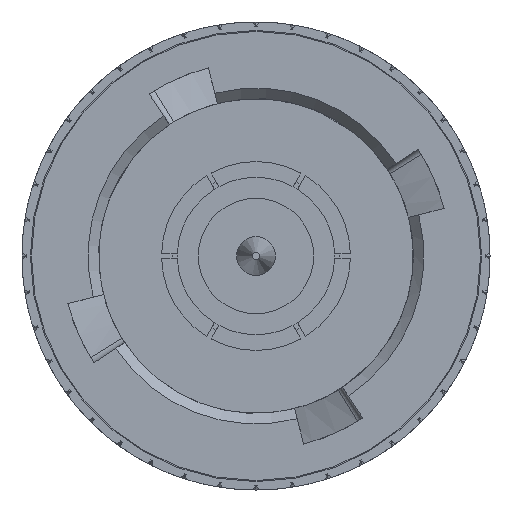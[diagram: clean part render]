
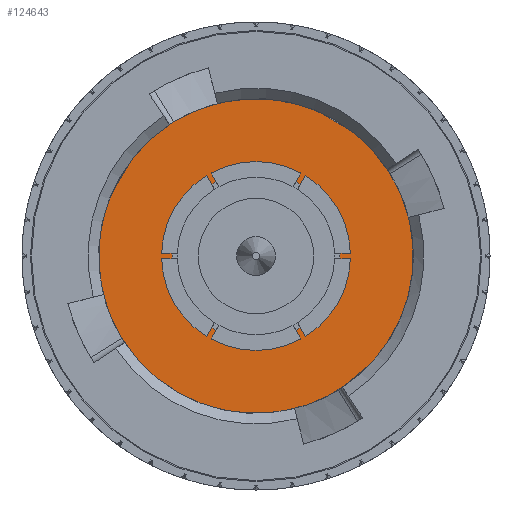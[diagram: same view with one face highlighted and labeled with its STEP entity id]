
A CAD part, left-side view. The second image highlights one B-rep face of the part: STEP entity #124643.
In plain terms, the highlighted planar face has unit normal (-1, 0, 0).
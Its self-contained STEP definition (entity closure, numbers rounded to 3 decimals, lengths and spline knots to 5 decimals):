
#8438 = FACE_OUTER_BOUND ( 'NONE', #151106, .T. ) ;
#9647 = CARTESIAN_POINT ( 'NONE',  ( 0.213, 0., -0.15 ) ) ;
#19488 = ORIENTED_EDGE ( 'NONE', *, *, #159343, .F. ) ;
#23686 = AXIS2_PLACEMENT_3D ( 'NONE', #101635, #111355, #112157 ) ;
#41839 = CIRCLE ( 'NONE', #23686, 0.08 ) ;
#46449 = DIRECTION ( 'NONE',  ( 1., 0., 0. ) ) ;
#54628 = EDGE_CURVE ( 'NONE', #108413, #108413, #66516, .T. ) ;
#66205 = CARTESIAN_POINT ( 'NONE',  ( 0.213, -0.08, 0. ) ) ;
#66516 = CIRCLE ( 'NONE', #92419, 0.15 ) ;
#71548 = PLANE ( 'NONE',  #111027 ) ;
#73132 = CARTESIAN_POINT ( 'NONE',  ( 0.213, 0.215, 0. ) ) ;
#83843 = CARTESIAN_POINT ( 'NONE',  ( 0.213, 0., 0. ) ) ;
#86223 = DIRECTION ( 'NONE',  ( 0., 0., -1. ) ) ;
#90480 = EDGE_LOOP ( 'NONE', ( #19488 ) ) ;
#92419 = AXIS2_PLACEMENT_3D ( 'NONE', #83843, #120293, #86223 ) ;
#96647 = DIRECTION ( 'NONE',  ( 0., 1., 0. ) ) ;
#101635 = CARTESIAN_POINT ( 'NONE',  ( 0.213, 0., 0. ) ) ;
#108413 = VERTEX_POINT ( 'NONE', #9647 ) ;
#108789 = FACE_BOUND ( 'NONE', #90480, .T. ) ;
#111027 = AXIS2_PLACEMENT_3D ( 'NONE', #73132, #46449, #96647 ) ;
#111355 = DIRECTION ( 'NONE',  ( -1., 0., 0. ) ) ;
#112157 = DIRECTION ( 'NONE',  ( 0., -1., 0. ) ) ;
#120293 = DIRECTION ( 'NONE',  ( -1., 0., 0. ) ) ;
#124643 = ADVANCED_FACE ( 'NONE', ( #108789, #8438 ), #71548, .F. ) ;
#133181 = ORIENTED_EDGE ( 'NONE', *, *, #54628, .T. ) ;
#139835 = VERTEX_POINT ( 'NONE', #66205 ) ;
#151106 = EDGE_LOOP ( 'NONE', ( #133181 ) ) ;
#159343 = EDGE_CURVE ( 'NONE', #139835, #139835, #41839, .T. ) ;
